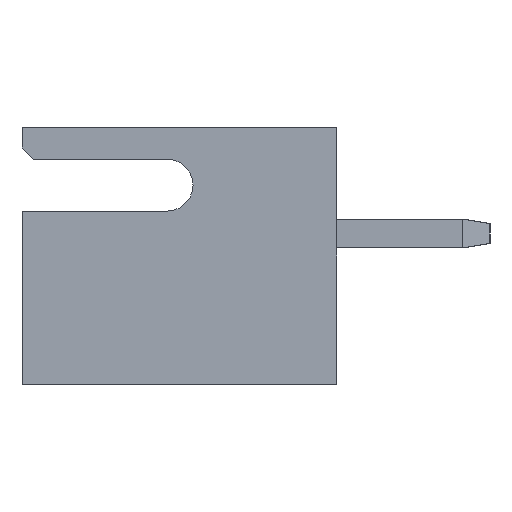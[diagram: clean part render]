
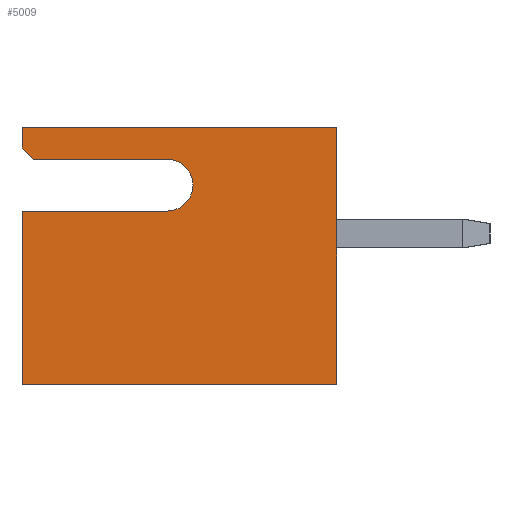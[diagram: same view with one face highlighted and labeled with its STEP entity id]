
A CAD part, left-side view. The second image highlights one B-rep face of the part: STEP entity #5009.
In plain terms, the highlighted planar face has unit normal (-1, 0, 0).
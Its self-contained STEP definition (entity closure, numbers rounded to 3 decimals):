
#185=DIRECTION('',(0.,0.,1.));
#186=VECTOR('',#185,5.7);
#187=CARTESIAN_POINT('',(-16.25,0.,-2.85));
#188=LINE('',#187,#186);
#658=DIRECTION('',(0.,-0.707,-0.707));
#659=VECTOR('',#658,0.354);
#660=CARTESIAN_POINT('',(-16.25,7.,2.4));
#661=LINE('',#660,#659);
#662=DIRECTION('',(0.,1.,0.));
#663=VECTOR('',#662,7.);
#664=CARTESIAN_POINT('',(-16.25,0.,-2.85));
#665=LINE('',#664,#663);
#666=DIRECTION('',(0.,-1.,0.));
#667=VECTOR('',#666,3.225);
#668=CARTESIAN_POINT('',(-16.25,7.,1.));
#669=LINE('',#668,#667);
#670=CARTESIAN_POINT('',(-16.25,3.775,1.575));
#671=DIRECTION('',(1.,0.,0.));
#672=DIRECTION('',(0.,0.,1.));
#673=AXIS2_PLACEMENT_3D('',#670,#671,#672);
#675=DIRECTION('',(0.,-1.,0.));
#676=VECTOR('',#675,2.975);
#677=CARTESIAN_POINT('',(-16.25,6.75,2.15));
#678=LINE('',#677,#676);
#707=DIRECTION('',(0.,0.,1.));
#708=VECTOR('',#707,3.85);
#709=CARTESIAN_POINT('',(-16.25,7.,-2.85));
#710=LINE('',#709,#708);
#747=DIRECTION('',(0.,0.,1.));
#748=VECTOR('',#747,0.45);
#749=CARTESIAN_POINT('',(-16.25,7.,2.4));
#750=LINE('',#749,#748);
#889=DIRECTION('',(0.,1.,0.));
#890=VECTOR('',#889,7.);
#891=CARTESIAN_POINT('',(-16.25,0.,2.85));
#892=LINE('',#891,#890);
#3189=CARTESIAN_POINT('',(-16.25,0.,-2.85));
#3190=CARTESIAN_POINT('',(-16.25,0.,2.85));
#3191=VERTEX_POINT('',#3189);
#3192=VERTEX_POINT('',#3190);
#3198=CARTESIAN_POINT('',(-16.25,7.,-2.85));
#3200=VERTEX_POINT('',#3198);
#3201=CARTESIAN_POINT('',(-16.25,7.,2.85));
#3202=VERTEX_POINT('',#3201);
#3329=CARTESIAN_POINT('',(-16.25,3.775,2.15));
#3330=CARTESIAN_POINT('',(-16.25,3.775,1.));
#3331=VERTEX_POINT('',#3329);
#3332=VERTEX_POINT('',#3330);
#3333=CARTESIAN_POINT('',(-16.25,7.,1.));
#3334=VERTEX_POINT('',#3333);
#3353=CARTESIAN_POINT('',(-16.25,7.,2.4));
#3354=CARTESIAN_POINT('',(-16.25,6.75,2.15));
#3355=VERTEX_POINT('',#3353);
#3356=VERTEX_POINT('',#3354);
#4988=CARTESIAN_POINT('',(-16.25,0.,-2.85));
#4989=DIRECTION('',(-1.,0.,0.));
#4990=DIRECTION('',(0.,0.,1.));
#4991=AXIS2_PLACEMENT_3D('',#4988,#4989,#4990);
#4992=PLANE('',#4991);
#4994=ORIENTED_EDGE('',*,*,#4993,.F.);
#4996=ORIENTED_EDGE('',*,*,#4995,.T.);
#4998=ORIENTED_EDGE('',*,*,#4997,.F.);
#4999=ORIENTED_EDGE('',*,*,#4370,.F.);
#5000=ORIENTED_EDGE('',*,*,#4502,.T.);
#5002=ORIENTED_EDGE('',*,*,#5001,.T.);
#5003=ORIENTED_EDGE('',*,*,#4934,.T.);
#5004=ORIENTED_EDGE('',*,*,#4964,.F.);
#5006=ORIENTED_EDGE('',*,*,#5005,.F.);
#5007=EDGE_LOOP('',(#4994,#4996,#4998,#4999,#5000,#5002,#5003,#5004,#5006));
#5008=FACE_OUTER_BOUND('',#5007,.F.);
#674=CIRCLE('',#673,0.575);
#4370=EDGE_CURVE('',#3191,#3192,#188,.T.);
#4502=EDGE_CURVE('',#3191,#3200,#665,.T.);
#4934=EDGE_CURVE('',#3334,#3332,#669,.T.);
#4964=EDGE_CURVE('',#3331,#3332,#674,.T.);
#4993=EDGE_CURVE('',#3355,#3356,#661,.T.);
#4995=EDGE_CURVE('',#3355,#3202,#750,.T.);
#4997=EDGE_CURVE('',#3192,#3202,#892,.T.);
#5001=EDGE_CURVE('',#3200,#3334,#710,.T.);
#5005=EDGE_CURVE('',#3356,#3331,#678,.T.);
#5009=ADVANCED_FACE('',(#5008),#4992,.T.);
